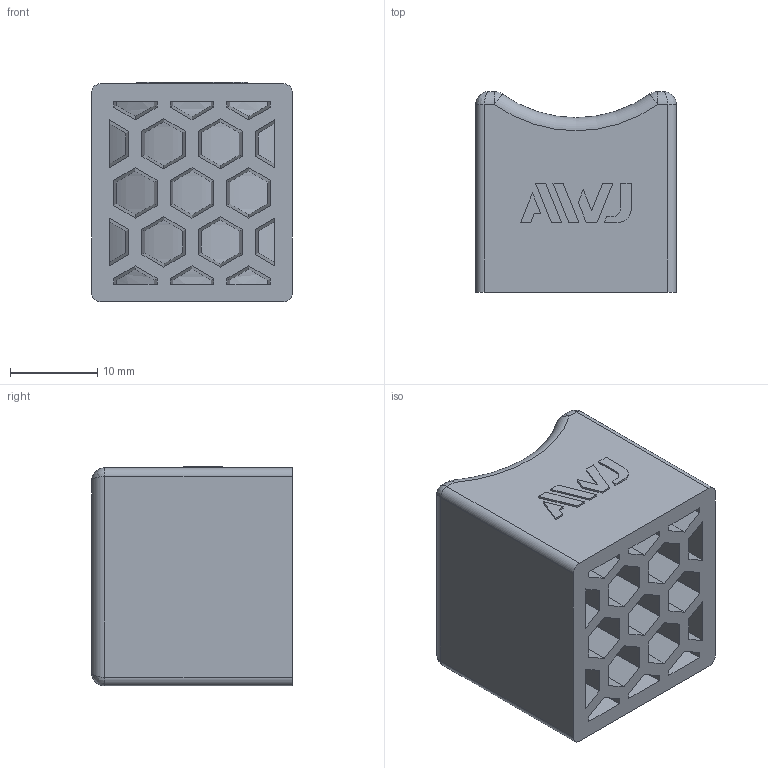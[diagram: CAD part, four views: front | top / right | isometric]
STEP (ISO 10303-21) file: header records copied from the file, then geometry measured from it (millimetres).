
FILE_DESCRIPTION( ( 'STEP AP203' ), '1' );
FILE_NAME( 'SG20.step', '2022-07-19T08:27:50', ( ' ' ), ( ' ' ), 'XStep 1.0', ' ', ' ' );
FILE_SCHEMA( ( 'CONFIG_CONTROL_DESIGN' ) );
Length unit declared in the file: millimetre
Products named in the file (1): 1
Bounding box: 23 x 23 x 25.2 mm (x, y, z)
Volume: 8642.4 mm3; surface area: 7368.8 mm2
Topology: 1 solids, 1 shells, 168 faces, 416 edges, 264 vertices
Faces by surface type: plane 126, cylinder 32, bspline 4, sphere 4, torus 2
Entity records: 5398 total; most frequent: CARTESIAN_POINT 1341, DIRECTION 828, ORIENTED_EDGE 816, EDGE_CURVE 408, LINE 318, VECTOR 318, VERTEX_POINT 264, AXIS2_PLACEMENT_3D 255
